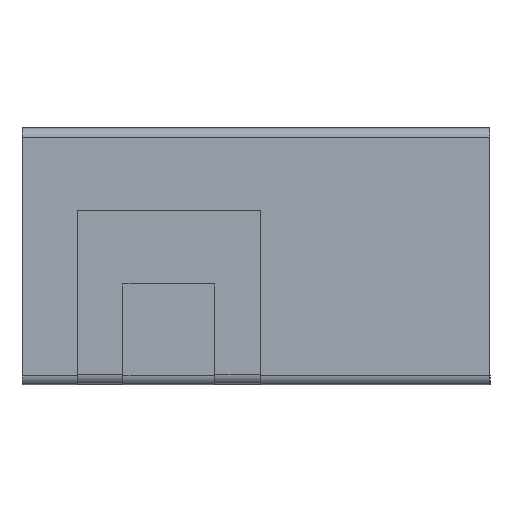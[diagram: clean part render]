
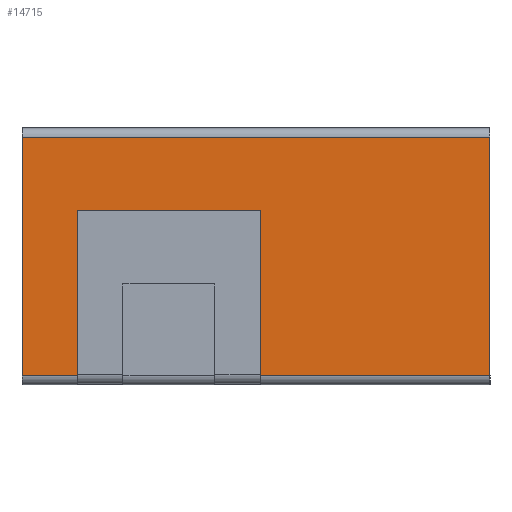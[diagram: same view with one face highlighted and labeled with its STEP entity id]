
A CAD part, left-side view. The second image highlights one B-rep face of the part: STEP entity #14715.
In plain terms, the highlighted planar face has unit normal (-1, 0, 0).
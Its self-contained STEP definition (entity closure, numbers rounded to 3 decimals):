
#90 = CARTESIAN_POINT ( 'NONE',  ( -2.9, 1.95, -0.9 ) ) ;
#336 = VERTEX_POINT ( 'NONE', #15204 ) ;
#456 = AXIS2_PLACEMENT_3D ( 'NONE', #6324, #14181, #11616 ) ;
#650 = EDGE_CURVE ( 'NONE', #684, #10134, #12618, .T. ) ;
#657 = CARTESIAN_POINT ( 'NONE',  ( -2.9, 1.95, -2.8 ) ) ;
#684 = VERTEX_POINT ( 'NONE', #16641 ) ;
#1017 = LINE ( 'NONE', #16521, #9936 ) ;
#1224 = LINE ( 'NONE', #13565, #2664 ) ;
#1550 = CARTESIAN_POINT ( 'NONE',  ( -2.9, -2.55, -2.7 ) ) ;
#1651 = EDGE_CURVE ( 'NONE', #12098, #10134, #10747, .T. ) ;
#1842 = DIRECTION ( 'NONE',  ( 0., 0., -1. ) ) ;
#2664 = VECTOR ( 'NONE', #15883, 1000. ) ;
#2738 = VECTOR ( 'NONE', #12525, 1000. ) ;
#2784 = ORIENTED_EDGE ( 'NONE', *, *, #1651, .T. ) ;
#2816 = EDGE_CURVE ( 'NONE', #15910, #336, #5879, .T. ) ;
#3536 = VERTEX_POINT ( 'NONE', #8383 ) ;
#3797 = ORIENTED_EDGE ( 'NONE', *, *, #2816, .T. ) ;
#4055 = CARTESIAN_POINT ( 'NONE',  ( -2.9, -0.05, -2.7 ) ) ;
#5784 = CARTESIAN_POINT ( 'NONE',  ( -2.9, 2.55, -2.7 ) ) ;
#5879 = LINE ( 'NONE', #11754, #8666 ) ;
#6257 = ORIENTED_EDGE ( 'NONE', *, *, #8811, .F. ) ;
#6324 = CARTESIAN_POINT ( 'NONE',  ( -2.9, -2.55, -2.8 ) ) ;
#6344 = ORIENTED_EDGE ( 'NONE', *, *, #650, .F. ) ;
#7347 = DIRECTION ( 'NONE',  ( 0., 1., 0. ) ) ;
#7358 = VERTEX_POINT ( 'NONE', #90 ) ;
#7750 = EDGE_LOOP ( 'NONE', ( #6344, #7815, #6257, #12873, #12877, #3797, #10050, #2784 ) ) ;
#7815 = ORIENTED_EDGE ( 'NONE', *, *, #13280, .F. ) ;
#7918 = DIRECTION ( 'NONE',  ( 0., 0., -1. ) ) ;
#8383 = CARTESIAN_POINT ( 'NONE',  ( -2.9, -0.05, -0.9 ) ) ;
#8613 = VERTEX_POINT ( 'NONE', #4055 ) ;
#8665 = VECTOR ( 'NONE', #7347, 1000. ) ;
#8666 = VECTOR ( 'NONE', #15671, 1000. ) ;
#8673 = CARTESIAN_POINT ( 'NONE',  ( -2.9, -2.55, -0.1 ) ) ;
#8690 = DIRECTION ( 'NONE',  ( 0., 1., 0. ) ) ;
#8811 = EDGE_CURVE ( 'NONE', #3536, #7358, #1017, .T. ) ;
#8885 = LINE ( 'NONE', #12518, #8665 ) ;
#9128 = VECTOR ( 'NONE', #16034, 1000. ) ;
#9173 = EDGE_CURVE ( 'NONE', #12098, #336, #10416, .T. ) ;
#9776 = FACE_OUTER_BOUND ( 'NONE', #7750, .T. ) ;
#9936 = VECTOR ( 'NONE', #8690, 1000. ) ;
#10044 = VECTOR ( 'NONE', #7918, 1000. ) ;
#10050 = ORIENTED_EDGE ( 'NONE', *, *, #9173, .F. ) ;
#10134 = VERTEX_POINT ( 'NONE', #5784 ) ;
#10287 = PLANE ( 'NONE',  #456 ) ;
#10416 = LINE ( 'NONE', #8673, #2738 ) ;
#10462 = LINE ( 'NONE', #657, #10044 ) ;
#10747 = LINE ( 'NONE', #14878, #14624 ) ;
#11616 = DIRECTION ( 'NONE',  ( 0., 0., -1. ) ) ;
#11754 = CARTESIAN_POINT ( 'NONE',  ( -2.9, -2.55, -2.8 ) ) ;
#12058 = CARTESIAN_POINT ( 'NONE',  ( -2.9, 0., -2.7 ) ) ;
#12098 = VERTEX_POINT ( 'NONE', #15604 ) ;
#12518 = CARTESIAN_POINT ( 'NONE',  ( -2.9, -2.55, -2.7 ) ) ;
#12525 = DIRECTION ( 'NONE',  ( 0., -1., 0. ) ) ;
#12618 = LINE ( 'NONE', #12058, #9128 ) ;
#12873 = ORIENTED_EDGE ( 'NONE', *, *, #15711, .F. ) ;
#12877 = ORIENTED_EDGE ( 'NONE', *, *, #15751, .F. ) ;
#13280 = EDGE_CURVE ( 'NONE', #7358, #684, #10462, .T. ) ;
#13565 = CARTESIAN_POINT ( 'NONE',  ( -2.9, -0.05, -2.8 ) ) ;
#14181 = DIRECTION ( 'NONE',  ( 1., 0., 0. ) ) ;
#14624 = VECTOR ( 'NONE', #1842, 1000. ) ;
#14715 = ADVANCED_FACE ( 'NONE', ( #9776 ), #10287, .F. ) ;
#14878 = CARTESIAN_POINT ( 'NONE',  ( -2.9, 2.55, -2.8 ) ) ;
#15204 = CARTESIAN_POINT ( 'NONE',  ( -2.9, -2.55, -0.1 ) ) ;
#15604 = CARTESIAN_POINT ( 'NONE',  ( -2.9, 2.55, -0.1 ) ) ;
#15671 = DIRECTION ( 'NONE',  ( 0., 0., 1. ) ) ;
#15711 = EDGE_CURVE ( 'NONE', #8613, #3536, #1224, .T. ) ;
#15751 = EDGE_CURVE ( 'NONE', #15910, #8613, #8885, .T. ) ;
#15883 = DIRECTION ( 'NONE',  ( 0., 0., 1. ) ) ;
#15910 = VERTEX_POINT ( 'NONE', #1550 ) ;
#16034 = DIRECTION ( 'NONE',  ( 0., 1., 0. ) ) ;
#16521 = CARTESIAN_POINT ( 'NONE',  ( -2.9, -2.55, -0.9 ) ) ;
#16641 = CARTESIAN_POINT ( 'NONE',  ( -2.9, 1.95, -2.7 ) ) ;
